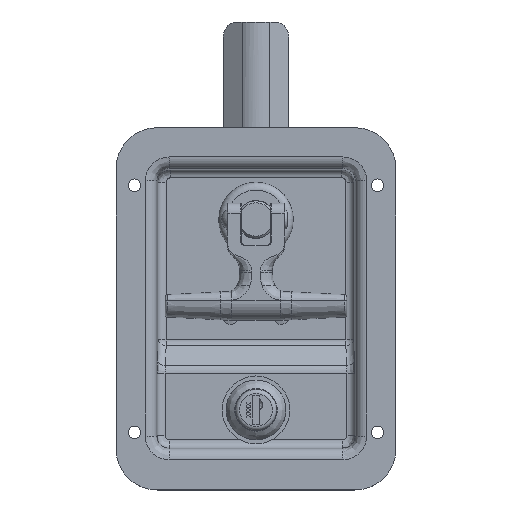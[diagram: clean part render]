
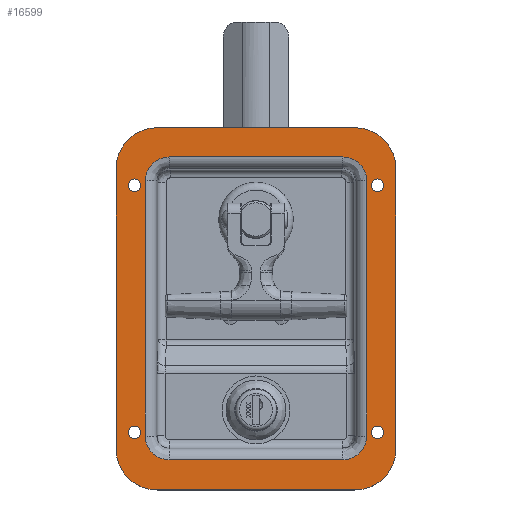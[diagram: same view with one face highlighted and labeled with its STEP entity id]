
A CAD part, top view. The second image highlights one B-rep face of the part: STEP entity #16599.
In plain terms, the highlighted planar face has unit normal (0, 0, 1).
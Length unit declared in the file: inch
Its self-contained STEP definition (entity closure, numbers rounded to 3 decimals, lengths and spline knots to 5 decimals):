
#710=FACE_BOUND('',#2291,.T.);
#711=FACE_BOUND('',#2292,.T.);
#712=FACE_BOUND('',#2293,.T.);
#713=FACE_BOUND('',#2294,.T.);
#714=FACE_BOUND('',#2295,.T.);
#812=ELLIPSE('',#17714,0.36144,0.361);
#813=ELLIPSE('',#17715,0.36144,0.361);
#814=ELLIPSE('',#17716,0.36144,0.361);
#815=ELLIPSE('',#17717,0.36144,0.361);
#876=PLANE('',#17713);
#1341=FACE_OUTER_BOUND('',#2290,.T.);
#2290=EDGE_LOOP('',(#10630,#10631,#10632,#10633,#10634,#10635,#10636,#10637));
#2291=EDGE_LOOP('',(#10638,#10639,#10640,#10641,#10642,#10643,#10644,#10645));
#2292=EDGE_LOOP('',(#10646));
#2293=EDGE_LOOP('',(#10647));
#2294=EDGE_LOOP('',(#10648));
#2295=EDGE_LOOP('',(#10649));
#3329=LINE('',#23400,#4654);
#3339=LINE('',#23445,#4664);
#3343=LINE('',#23456,#4668);
#3344=LINE('',#23457,#4669);
#3345=LINE('',#23462,#4670);
#3346=LINE('',#23466,#4671);
#3347=LINE('',#23470,#4672);
#3348=LINE('',#23473,#4673);
#4654=VECTOR('',#19161,0.3937);
#4664=VECTOR('',#19201,0.3937);
#4668=VECTOR('',#19215,0.3937);
#4669=VECTOR('',#19216,0.3937);
#4670=VECTOR('',#19219,0.3937);
#4671=VECTOR('',#19222,0.3937);
#4672=VECTOR('',#19225,0.3937);
#4673=VECTOR('',#19228,0.3937);
#5976=CIRCLE('',#17692,0.625);
#5984=CIRCLE('',#17707,0.625);
#5985=CIRCLE('',#17710,0.625);
#5986=CIRCLE('',#17712,0.625);
#5987=CIRCLE('',#17718,0.096);
#5988=CIRCLE('',#17719,0.096);
#5989=CIRCLE('',#17720,0.096);
#5990=CIRCLE('',#17721,0.096);
#6617=VERTEX_POINT('',#23390);
#6618=VERTEX_POINT('',#23392);
#6620=VERTEX_POINT('',#23398);
#6638=VERTEX_POINT('',#23438);
#6639=VERTEX_POINT('',#23440);
#6640=VERTEX_POINT('',#23444);
#6641=VERTEX_POINT('',#23448);
#6642=VERTEX_POINT('',#23452);
#6643=VERTEX_POINT('',#23458);
#6644=VERTEX_POINT('',#23459);
#6645=VERTEX_POINT('',#23461);
#6646=VERTEX_POINT('',#23463);
#6647=VERTEX_POINT('',#23465);
#6648=VERTEX_POINT('',#23467);
#6649=VERTEX_POINT('',#23469);
#6650=VERTEX_POINT('',#23471);
#6651=VERTEX_POINT('',#23474);
#6652=VERTEX_POINT('',#23476);
#6653=VERTEX_POINT('',#23478);
#6654=VERTEX_POINT('',#23480);
#8169=EDGE_CURVE('',#6617,#6618,#5976,.T.);
#8173=EDGE_CURVE('',#6620,#6617,#3329,.T.);
#8193=EDGE_CURVE('',#6638,#6639,#5984,.T.);
#8195=EDGE_CURVE('',#6639,#6640,#3339,.T.);
#8197=EDGE_CURVE('',#6640,#6641,#5985,.T.);
#8200=EDGE_CURVE('',#6642,#6620,#5986,.T.);
#8201=EDGE_CURVE('',#6641,#6642,#3343,.T.);
#8202=EDGE_CURVE('',#6618,#6638,#3344,.T.);
#8203=EDGE_CURVE('',#6643,#6644,#812,.T.);
#8204=EDGE_CURVE('',#6645,#6643,#3345,.T.);
#8205=EDGE_CURVE('',#6646,#6645,#813,.T.);
#8206=EDGE_CURVE('',#6647,#6646,#3346,.T.);
#8207=EDGE_CURVE('',#6648,#6647,#814,.T.);
#8208=EDGE_CURVE('',#6649,#6648,#3347,.T.);
#8209=EDGE_CURVE('',#6650,#6649,#815,.T.);
#8210=EDGE_CURVE('',#6644,#6650,#3348,.T.);
#8211=EDGE_CURVE('',#6651,#6651,#5987,.T.);
#8212=EDGE_CURVE('',#6652,#6652,#5988,.T.);
#8213=EDGE_CURVE('',#6653,#6653,#5989,.T.);
#8214=EDGE_CURVE('',#6654,#6654,#5990,.T.);
#10630=ORIENTED_EDGE('',*,*,#8169,.F.);
#10631=ORIENTED_EDGE('',*,*,#8173,.F.);
#10632=ORIENTED_EDGE('',*,*,#8200,.F.);
#10633=ORIENTED_EDGE('',*,*,#8201,.F.);
#10634=ORIENTED_EDGE('',*,*,#8197,.F.);
#10635=ORIENTED_EDGE('',*,*,#8195,.F.);
#10636=ORIENTED_EDGE('',*,*,#8193,.F.);
#10637=ORIENTED_EDGE('',*,*,#8202,.F.);
#10638=ORIENTED_EDGE('',*,*,#8203,.F.);
#10639=ORIENTED_EDGE('',*,*,#8204,.F.);
#10640=ORIENTED_EDGE('',*,*,#8205,.F.);
#10641=ORIENTED_EDGE('',*,*,#8206,.F.);
#10642=ORIENTED_EDGE('',*,*,#8207,.F.);
#10643=ORIENTED_EDGE('',*,*,#8208,.F.);
#10644=ORIENTED_EDGE('',*,*,#8209,.F.);
#10645=ORIENTED_EDGE('',*,*,#8210,.F.);
#10646=ORIENTED_EDGE('',*,*,#8211,.T.);
#10647=ORIENTED_EDGE('',*,*,#8212,.T.);
#10648=ORIENTED_EDGE('',*,*,#8213,.T.);
#10649=ORIENTED_EDGE('',*,*,#8214,.T.);
#16599=ADVANCED_FACE('',(#1341,#710,#711,#712,#713,#714),#876,.T.);
#17692=AXIS2_PLACEMENT_3D('',#23393,#19154,#19155);
#17707=AXIS2_PLACEMENT_3D('',#23441,#19196,#19197);
#17710=AXIS2_PLACEMENT_3D('',#23449,#19205,#19206);
#17712=AXIS2_PLACEMENT_3D('',#23454,#19211,#19212);
#17713=AXIS2_PLACEMENT_3D('',#23455,#19213,#19214);
#17714=AXIS2_PLACEMENT_3D('',#23460,#19217,#19218);
#17715=AXIS2_PLACEMENT_3D('',#23464,#19220,#19221);
#17716=AXIS2_PLACEMENT_3D('',#23468,#19223,#19224);
#17717=AXIS2_PLACEMENT_3D('',#23472,#19226,#19227);
#17718=AXIS2_PLACEMENT_3D('',#23475,#19229,#19230);
#17719=AXIS2_PLACEMENT_3D('',#23477,#19231,#19232);
#17720=AXIS2_PLACEMENT_3D('',#23479,#19233,#19234);
#17721=AXIS2_PLACEMENT_3D('',#23481,#19235,#19236);
#19154=DIRECTION('center_axis',(0.,0.,-1.));
#19155=DIRECTION('ref_axis',(0.707,-0.707,0.));
#19161=DIRECTION('',(0.,-1.,0.));
#19196=DIRECTION('center_axis',(0.,0.,-1.));
#19197=DIRECTION('ref_axis',(-0.707,-0.707,0.));
#19201=DIRECTION('',(0.,1.,0.));
#19205=DIRECTION('center_axis',(0.,0.,-1.));
#19206=DIRECTION('ref_axis',(-0.707,0.707,0.));
#19211=DIRECTION('center_axis',(0.,0.,-1.));
#19212=DIRECTION('ref_axis',(0.707,0.707,0.));
#19213=DIRECTION('center_axis',(0.,0.,1.));
#19214=DIRECTION('ref_axis',(1.,0.,0.));
#19215=DIRECTION('',(1.,0.,0.));
#19216=DIRECTION('',(-1.,0.,0.));
#19217=DIRECTION('center_axis',(0.,0.,1.));
#19218=DIRECTION('ref_axis',(0.707,-0.707,0.));
#19219=DIRECTION('',(1.,0.,0.));
#19220=DIRECTION('center_axis',(0.,0.,1.));
#19221=DIRECTION('ref_axis',(-0.707,-0.707,0.));
#19222=DIRECTION('',(0.,-1.,0.));
#19223=DIRECTION('center_axis',(0.,0.,1.));
#19224=DIRECTION('ref_axis',(-0.707,0.707,0.));
#19225=DIRECTION('',(-1.,0.,0.));
#19226=DIRECTION('center_axis',(0.,0.,1.));
#19227=DIRECTION('ref_axis',(0.707,0.707,0.));
#19228=DIRECTION('',(0.,1.,0.));
#19229=DIRECTION('center_axis',(0.,0.,-1.));
#19230=DIRECTION('ref_axis',(-1.,0.,0.));
#19231=DIRECTION('center_axis',(0.,0.,-1.));
#19232=DIRECTION('ref_axis',(-1.,0.,0.));
#19233=DIRECTION('center_axis',(0.,0.,-1.));
#19234=DIRECTION('ref_axis',(-1.,0.,0.));
#19235=DIRECTION('center_axis',(0.,0.,-1.));
#19236=DIRECTION('ref_axis',(-1.,0.,0.));
#23390=CARTESIAN_POINT('',(2.125,-2.125,0.));
#23392=CARTESIAN_POINT('',(1.5,-2.75,0.));
#23393=CARTESIAN_POINT('Origin',(1.5,-2.125,0.));
#23398=CARTESIAN_POINT('',(2.125,2.125,0.));
#23400=CARTESIAN_POINT('',(2.125,2.75,0.));
#23438=CARTESIAN_POINT('',(-1.5,-2.75,0.));
#23440=CARTESIAN_POINT('',(-2.125,-2.125,0.));
#23441=CARTESIAN_POINT('Origin',(-1.5,-2.125,0.));
#23444=CARTESIAN_POINT('',(-2.125,2.125,0.));
#23445=CARTESIAN_POINT('',(-2.125,-2.75,0.));
#23448=CARTESIAN_POINT('',(-1.5,2.75,0.));
#23449=CARTESIAN_POINT('Origin',(-1.5,2.125,0.));
#23452=CARTESIAN_POINT('',(1.5,2.75,0.));
#23454=CARTESIAN_POINT('Origin',(1.5,2.125,0.));
#23455=CARTESIAN_POINT('Origin',(0.,0.,0.));
#23456=CARTESIAN_POINT('',(-2.125,2.75,0.));
#23457=CARTESIAN_POINT('',(2.125,-2.75,0.));
#23458=CARTESIAN_POINT('',(1.32034,-2.29157,0.));
#23459=CARTESIAN_POINT('',(1.68112,-1.93079,0.));
#23460=CARTESIAN_POINT('Origin',(1.3199,-1.93035,0.));
#23461=CARTESIAN_POINT('',(-1.32034,-2.29157,0.));
#23462=CARTESIAN_POINT('',(0.,-2.29157,0.));
#23463=CARTESIAN_POINT('',(-1.68112,-1.93079,0.));
#23464=CARTESIAN_POINT('Origin',(-1.3199,-1.93035,0.));
#23465=CARTESIAN_POINT('',(-1.68112,1.94434,0.));
#23466=CARTESIAN_POINT('',(-1.68112,0.03562,0.));
#23467=CARTESIAN_POINT('',(-1.32034,2.30512,0.));
#23468=CARTESIAN_POINT('Origin',(-1.3199,1.9439,0.));
#23469=CARTESIAN_POINT('',(1.32034,2.30512,0.));
#23470=CARTESIAN_POINT('',(0.,2.30512,0.));
#23471=CARTESIAN_POINT('',(1.68112,1.94434,0.));
#23472=CARTESIAN_POINT('Origin',(1.3199,1.9439,0.));
#23473=CARTESIAN_POINT('',(1.68112,0.03562,0.));
#23474=CARTESIAN_POINT('',(1.94,-1.875,0.));
#23475=CARTESIAN_POINT('Origin',(1.844,-1.875,0.));
#23476=CARTESIAN_POINT('',(-1.748,-1.875,0.));
#23477=CARTESIAN_POINT('Origin',(-1.844,-1.875,0.));
#23478=CARTESIAN_POINT('',(1.94,1.875,0.));
#23479=CARTESIAN_POINT('Origin',(1.844,1.875,0.));
#23480=CARTESIAN_POINT('',(-1.748,1.875,0.));
#23481=CARTESIAN_POINT('Origin',(-1.844,1.875,0.));
